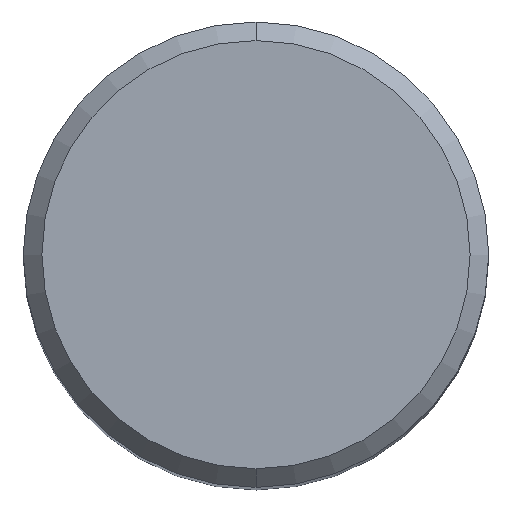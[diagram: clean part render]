
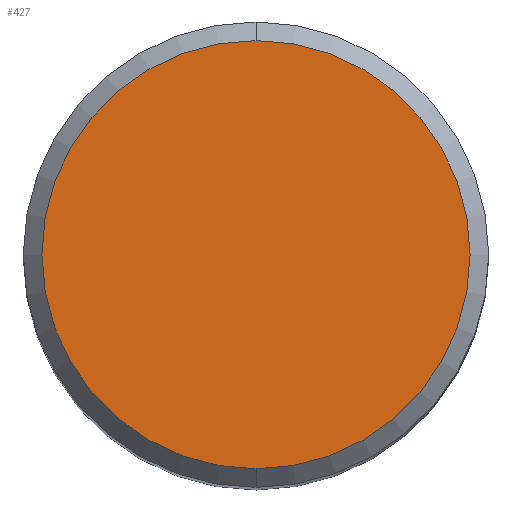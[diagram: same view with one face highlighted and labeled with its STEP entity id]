
A CAD part, top view. The second image highlights one B-rep face of the part: STEP entity #427.
In plain terms, the highlighted planar face has unit normal (0, 0, 1).
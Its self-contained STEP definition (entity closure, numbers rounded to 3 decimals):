
#197=EDGE_CURVE('',#387,#311,#517,.T.);
#311=VERTEX_POINT('',#641);
#387=VERTEX_POINT('',#726);
#393=EDGE_CURVE('',#311,#387,#732,.T.);
#427=ADVANCED_FACE('',(#768),#769,.T.);
#517=CIRCLE('',#864,11.5);
#641=CARTESIAN_POINT('',(0.,-11.5,0.0));
#726=CARTESIAN_POINT('',(0.0,11.5,0.0));
#732=CIRCLE('',#1282,11.5);
#768=FACE_OUTER_BOUND('',#1378,.T.);
#769=PLANE('',#1379);
#864=AXIS2_PLACEMENT_3D('',#1540,#1541,#1542);
#1282=AXIS2_PLACEMENT_3D('',#1789,#1790,#1791);
#1378=EDGE_LOOP('',(#1821,#1822));
#1379=AXIS2_PLACEMENT_3D('',#1823,#1824,#1825);
#1540=CARTESIAN_POINT('',(0.0,0.0,0.0));
#1541=DIRECTION('',(0.0,0.0,-1.0));
#1542=DIRECTION('',(0.0,1.0,0.0));
#1789=CARTESIAN_POINT('',(0.0,0.0,0.0));
#1790=DIRECTION('',(0.0,0.0,-1.0));
#1791=DIRECTION('',(0.0,1.0,0.0));
#1821=ORIENTED_EDGE('',*,*,#197,.F.);
#1822=ORIENTED_EDGE('',*,*,#393,.F.);
#1823=CARTESIAN_POINT('',(0.0,5.75,0.0));
#1824=DIRECTION('',(-0.0,0.0,1.0));
#1825=DIRECTION('',(0.0,-1.0,0.0));
